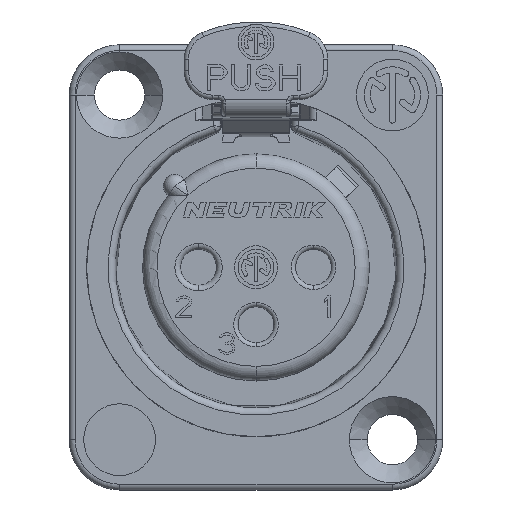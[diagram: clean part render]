
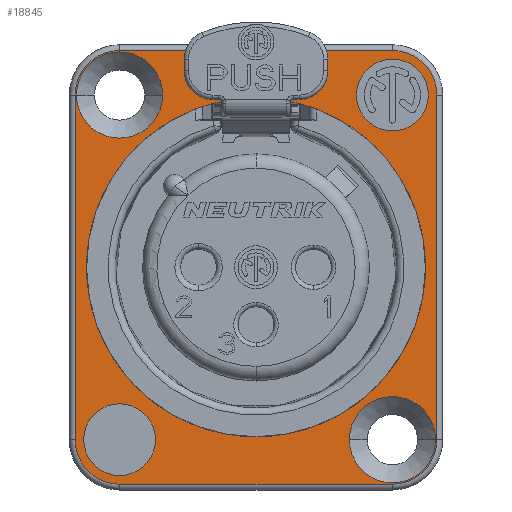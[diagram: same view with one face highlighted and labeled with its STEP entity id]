
A CAD part, top view. The second image highlights one B-rep face of the part: STEP entity #18845.
In plain terms, the highlighted planar face has unit normal (0, 0, 1).
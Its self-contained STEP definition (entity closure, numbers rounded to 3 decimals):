
#1314=CARTESIAN_POINT('',(-9.5,-12.,2.));
#1315=DIRECTION('',(0.,0.,1.));
#1316=DIRECTION('',(-1.,0.,0.));
#1317=AXIS2_PLACEMENT_3D('',#1314,#1315,#1316);
#1329=CARTESIAN_POINT('',(0.,0.,2.));
#1330=DIRECTION('',(0.,0.,1.));
#1331=DIRECTION('',(0.261,0.965,0.));
#1332=AXIS2_PLACEMENT_3D('',#1329,#1330,#1331);
#1334=CARTESIAN_POINT('',(9.5,-12.,2.));
#1335=DIRECTION('',(0.,0.,1.));
#1336=DIRECTION('',(-1.,0.,0.));
#1337=AXIS2_PLACEMENT_3D('',#1334,#1335,#1336);
#1339=CARTESIAN_POINT('',(9.5,-12.,2.));
#1340=DIRECTION('',(0.,0.,1.));
#1341=DIRECTION('',(1.,0.,0.));
#1342=AXIS2_PLACEMENT_3D('',#1339,#1340,#1341);
#1344=CARTESIAN_POINT('',(-9.5,12.,2.));
#1345=DIRECTION('',(0.,0.,1.));
#1346=DIRECTION('',(-1.,0.,0.));
#1347=AXIS2_PLACEMENT_3D('',#1344,#1345,#1346);
#1349=CARTESIAN_POINT('',(-9.5,12.,2.));
#1350=DIRECTION('',(0.,0.,1.));
#1351=DIRECTION('',(1.,0.,0.));
#1352=AXIS2_PLACEMENT_3D('',#1349,#1350,#1351);
#1354=CARTESIAN_POINT('',(9.5,12.,2.));
#1355=DIRECTION('',(0.,0.,1.));
#1356=DIRECTION('',(1.,0.,0.));
#1357=AXIS2_PLACEMENT_3D('',#1354,#1355,#1356);
#1359=CARTESIAN_POINT('',(9.5,12.,2.));
#1360=DIRECTION('',(0.,0.,1.));
#1361=DIRECTION('',(-1.,0.,0.));
#1362=AXIS2_PLACEMENT_3D('',#1359,#1360,#1361);
#1364=CARTESIAN_POINT('',(-9.5,-12.,2.));
#1365=DIRECTION('',(0.,0.,1.));
#1366=DIRECTION('',(1.,0.,0.));
#1367=AXIS2_PLACEMENT_3D('',#1364,#1365,#1366);
#1369=CARTESIAN_POINT('',(-9.5,-12.,2.));
#1370=DIRECTION('',(0.,0.,1.));
#1371=DIRECTION('',(-1.,0.,0.));
#1372=AXIS2_PLACEMENT_3D('',#1369,#1370,#1371);
#1747=CARTESIAN_POINT('',(3.078,11.391,2.));
#1749=CARTESIAN_POINT('',(0.,0.,2.));
#1750=DIRECTION('',(0.,0.,-1.));
#1751=DIRECTION('',(0.261,0.965,0.));
#1752=AXIS2_PLACEMENT_3D('',#1749,#1750,#1751);
#1775=CARTESIAN_POINT('',(-3.078,11.391,2.));
#11523=DIRECTION('',(0.,-1.,0.));
#11524=VECTOR('',#11523,24.);
#11525=CARTESIAN_POINT('',(-12.6,12.,2.));
#11526=LINE('',#11525,#11524);
#11544=CARTESIAN_POINT('',(-9.5,12.,2.));
#11545=DIRECTION('',(0.,0.,1.));
#11546=DIRECTION('',(0.,1.,0.));
#11547=AXIS2_PLACEMENT_3D('',#11544,#11545,#11546);
#11559=DIRECTION('',(-1.,0.,0.));
#11560=VECTOR('',#11559,19.);
#11561=CARTESIAN_POINT('',(9.5,15.1,2.));
#11562=LINE('',#11561,#11560);
#11580=CARTESIAN_POINT('',(9.5,12.,2.));
#11581=DIRECTION('',(0.,0.,1.));
#11582=DIRECTION('',(1.,0.,0.));
#11583=AXIS2_PLACEMENT_3D('',#11580,#11581,#11582);
#11595=DIRECTION('',(0.,1.,0.));
#11596=VECTOR('',#11595,24.);
#11597=CARTESIAN_POINT('',(12.6,-12.,2.));
#11598=LINE('',#11597,#11596);
#11616=CARTESIAN_POINT('',(9.5,-12.,2.));
#11617=DIRECTION('',(0.,0.,1.));
#11618=DIRECTION('',(0.,-1.,0.));
#11619=AXIS2_PLACEMENT_3D('',#11616,#11617,#11618);
#11631=DIRECTION('',(1.,0.,0.));
#11632=VECTOR('',#11631,19.);
#11633=CARTESIAN_POINT('',(-9.5,-15.1,2.));
#11634=LINE('',#11633,#11632);
#14033=VERTEX_POINT('',#1747);
#14037=VERTEX_POINT('',#1775);
#14050=CARTESIAN_POINT('',(6.5,-12.,2.));
#14051=CARTESIAN_POINT('',(12.5,-12.,2.));
#14052=VERTEX_POINT('',#14050);
#14053=VERTEX_POINT('',#14051);
#14066=CARTESIAN_POINT('',(-12.5,12.,2.));
#14067=CARTESIAN_POINT('',(-6.5,12.,2.));
#14068=VERTEX_POINT('',#14066);
#14069=VERTEX_POINT('',#14067);
#14078=CARTESIAN_POINT('',(12.,12.,2.));
#14079=CARTESIAN_POINT('',(7.,12.,2.));
#14080=VERTEX_POINT('',#14078);
#14081=VERTEX_POINT('',#14079);
#14082=CARTESIAN_POINT('',(-7.,-12.,2.));
#14083=CARTESIAN_POINT('',(-12.,-12.,2.));
#14084=VERTEX_POINT('',#14082);
#14085=VERTEX_POINT('',#14083);
#15402=CARTESIAN_POINT('',(-12.6,12.,2.));
#15403=CARTESIAN_POINT('',(-12.6,-12.,2.));
#15404=VERTEX_POINT('',#15402);
#15405=VERTEX_POINT('',#15403);
#15410=CARTESIAN_POINT('',(-9.5,-15.1,2.));
#15411=VERTEX_POINT('',#15410);
#15414=CARTESIAN_POINT('',(9.5,-15.1,2.));
#15415=VERTEX_POINT('',#15414);
#15418=CARTESIAN_POINT('',(12.6,-12.,2.));
#15419=VERTEX_POINT('',#15418);
#15422=CARTESIAN_POINT('',(12.6,12.,2.));
#15423=VERTEX_POINT('',#15422);
#15426=CARTESIAN_POINT('',(9.5,15.1,2.));
#15427=VERTEX_POINT('',#15426);
#15430=CARTESIAN_POINT('',(-9.5,15.1,2.));
#15431=VERTEX_POINT('',#15430);
#18793=CARTESIAN_POINT('',(0.,0.,2.));
#18794=DIRECTION('',(0.,0.,1.));
#18795=DIRECTION('',(1.,0.,0.));
#18796=AXIS2_PLACEMENT_3D('',#18793,#18794,#18795);
#18797=PLANE('',#18796);
#18799=ORIENTED_EDGE('',*,*,#18798,.F.);
#18801=ORIENTED_EDGE('',*,*,#18800,.F.);
#18803=ORIENTED_EDGE('',*,*,#18802,.F.);
#18805=ORIENTED_EDGE('',*,*,#18804,.F.);
#18807=ORIENTED_EDGE('',*,*,#18806,.F.);
#18809=ORIENTED_EDGE('',*,*,#18808,.F.);
#18811=ORIENTED_EDGE('',*,*,#18810,.F.);
#18812=ORIENTED_EDGE('',*,*,#18783,.F.);
#18813=EDGE_LOOP('',(#18799,#18801,#18803,#18805,#18807,#18809,#18811,#18812));
#18814=FACE_OUTER_BOUND('',#18813,.F.);
#18816=ORIENTED_EDGE('',*,*,#18815,.T.);
#18818=ORIENTED_EDGE('',*,*,#18817,.T.);
#18819=EDGE_LOOP('',(#18816,#18818));
#18820=FACE_BOUND('',#18819,.F.);
#18822=ORIENTED_EDGE('',*,*,#18821,.T.);
#18824=ORIENTED_EDGE('',*,*,#18823,.T.);
#18825=EDGE_LOOP('',(#18822,#18824));
#18826=FACE_BOUND('',#18825,.F.);
#18828=ORIENTED_EDGE('',*,*,#18827,.T.);
#18830=ORIENTED_EDGE('',*,*,#18829,.T.);
#18831=EDGE_LOOP('',(#18828,#18830));
#18832=FACE_BOUND('',#18831,.F.);
#18834=ORIENTED_EDGE('',*,*,#18833,.T.);
#18836=ORIENTED_EDGE('',*,*,#18835,.T.);
#18837=EDGE_LOOP('',(#18834,#18836));
#18838=FACE_BOUND('',#18837,.F.);
#18840=ORIENTED_EDGE('',*,*,#18839,.T.);
#18842=ORIENTED_EDGE('',*,*,#18841,.F.);
#18843=EDGE_LOOP('',(#18840,#18842));
#18844=FACE_BOUND('',#18843,.F.);
#18845=ADVANCED_FACE('',(#18814,#18820,#18826,#18832,#18838,#18844),#18797,.T.);
#1318=CIRCLE('',#1317,3.1);
#1333=CIRCLE('',#1332,11.8);
#1338=CIRCLE('',#1337,3.);
#1343=CIRCLE('',#1342,3.);
#1348=CIRCLE('',#1347,3.);
#1353=CIRCLE('',#1352,3.);
#1358=CIRCLE('',#1357,2.5);
#1363=CIRCLE('',#1362,2.5);
#1368=CIRCLE('',#1367,2.5);
#1373=CIRCLE('',#1372,2.5);
#1753=CIRCLE('',#1752,11.8);
#11548=CIRCLE('',#11547,3.1);
#11584=CIRCLE('',#11583,3.1);
#11620=CIRCLE('',#11619,3.1);
#18783=EDGE_CURVE('',#15405,#15411,#1318,.T.);
#18798=EDGE_CURVE('',#15404,#15405,#11526,.T.);
#18800=EDGE_CURVE('',#15431,#15404,#11548,.T.);
#18802=EDGE_CURVE('',#15427,#15431,#11562,.T.);
#18804=EDGE_CURVE('',#15423,#15427,#11584,.T.);
#18806=EDGE_CURVE('',#15419,#15423,#11598,.T.);
#18808=EDGE_CURVE('',#15415,#15419,#11620,.T.);
#18810=EDGE_CURVE('',#15411,#15415,#11634,.T.);
#18815=EDGE_CURVE('',#14052,#14053,#1338,.T.);
#18817=EDGE_CURVE('',#14053,#14052,#1343,.T.);
#18821=EDGE_CURVE('',#14068,#14069,#1348,.T.);
#18823=EDGE_CURVE('',#14069,#14068,#1353,.T.);
#18827=EDGE_CURVE('',#14080,#14081,#1358,.T.);
#18829=EDGE_CURVE('',#14081,#14080,#1363,.T.);
#18833=EDGE_CURVE('',#14084,#14085,#1368,.T.);
#18835=EDGE_CURVE('',#14085,#14084,#1373,.T.);
#18839=EDGE_CURVE('',#14033,#14037,#1333,.T.);
#18841=EDGE_CURVE('',#14033,#14037,#1753,.T.);
